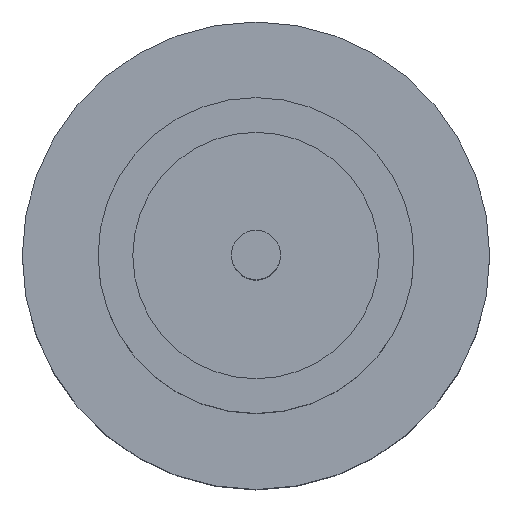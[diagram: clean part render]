
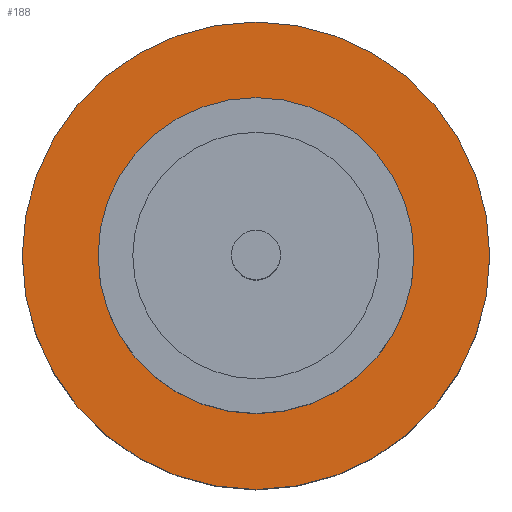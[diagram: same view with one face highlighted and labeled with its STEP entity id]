
A CAD part, top view. The second image highlights one B-rep face of the part: STEP entity #188.
In plain terms, the highlighted planar face has unit normal (0, 0, 1).
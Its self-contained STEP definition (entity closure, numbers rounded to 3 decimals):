
#2 = ORIENTED_EDGE ( 'NONE', *, *, #624, .F. ) ;
#9 = CARTESIAN_POINT ( 'NONE',  ( -1.25, 0., 1.55 ) ) ;
#16 = CARTESIAN_POINT ( 'NONE',  ( 1.85, 0., 1.55 ) ) ;
#22 = FACE_OUTER_BOUND ( 'NONE', #169, .T. ) ;
#40 = CARTESIAN_POINT ( 'NONE',  ( 0., 0., 1.55 ) ) ;
#41 = CARTESIAN_POINT ( 'NONE',  ( 0., 0., 1.55 ) ) ;
#77 = AXIS2_PLACEMENT_3D ( 'NONE', #825, #815, #446 ) ;
#90 = AXIS2_PLACEMENT_3D ( 'NONE', #730, #287, #601 ) ;
#98 = CIRCLE ( 'NONE', #90, 1.85 ) ;
#101 = VERTEX_POINT ( 'NONE', #640 ) ;
#133 = AXIS2_PLACEMENT_3D ( 'NONE', #514, #311, #827 ) ;
#166 = EDGE_CURVE ( 'NONE', #771, #348, #382, .T. ) ;
#169 = EDGE_LOOP ( 'NONE', ( #491, #239 ) ) ;
#188 = ADVANCED_FACE ( 'NONE', ( #678, #22 ), #698, .T. ) ;
#239 = ORIENTED_EDGE ( 'NONE', *, *, #309, .T. ) ;
#257 = DIRECTION ( 'NONE',  ( 1., 0., 0. ) ) ;
#264 = ORIENTED_EDGE ( 'NONE', *, *, #696, .F. ) ;
#270 = CIRCLE ( 'NONE', #302, 1.25 ) ;
#287 = DIRECTION ( 'NONE',  ( 0., 0., 1. ) ) ;
#302 = AXIS2_PLACEMENT_3D ( 'NONE', #40, #386, #257 ) ;
#309 = EDGE_CURVE ( 'NONE', #348, #771, #98, .T. ) ;
#311 = DIRECTION ( 'NONE',  ( 0., 0., 1. ) ) ;
#338 = VERTEX_POINT ( 'NONE', #9 ) ;
#348 = VERTEX_POINT ( 'NONE', #16 ) ;
#353 = EDGE_LOOP ( 'NONE', ( #264, #2 ) ) ;
#382 = CIRCLE ( 'NONE', #857, 1.85 ) ;
#386 = DIRECTION ( 'NONE',  ( 0., 0., 1. ) ) ;
#446 = DIRECTION ( 'NONE',  ( 1., 0., 0. ) ) ;
#491 = ORIENTED_EDGE ( 'NONE', *, *, #166, .T. ) ;
#514 = CARTESIAN_POINT ( 'NONE',  ( 0., 0., 1.55 ) ) ;
#601 = DIRECTION ( 'NONE',  ( 1., 0., 0. ) ) ;
#624 = EDGE_CURVE ( 'NONE', #338, #101, #270, .T. ) ;
#640 = CARTESIAN_POINT ( 'NONE',  ( 1.25, 0., 1.55 ) ) ;
#678 = FACE_BOUND ( 'NONE', #353, .T. ) ;
#695 = DIRECTION ( 'NONE',  ( 0., 0., 1. ) ) ;
#696 = EDGE_CURVE ( 'NONE', #101, #338, #778, .T. ) ;
#698 = PLANE ( 'NONE',  #77 ) ;
#721 = CARTESIAN_POINT ( 'NONE',  ( -1.85, 0., 1.55 ) ) ;
#730 = CARTESIAN_POINT ( 'NONE',  ( 0., 0., 1.55 ) ) ;
#761 = DIRECTION ( 'NONE',  ( 1., 0., 0. ) ) ;
#771 = VERTEX_POINT ( 'NONE', #721 ) ;
#778 = CIRCLE ( 'NONE', #133, 1.25 ) ;
#815 = DIRECTION ( 'NONE',  ( 0., 0., 1. ) ) ;
#825 = CARTESIAN_POINT ( 'NONE',  ( 0., 0., 1.55 ) ) ;
#827 = DIRECTION ( 'NONE',  ( 1., 0., 0. ) ) ;
#857 = AXIS2_PLACEMENT_3D ( 'NONE', #41, #695, #761 ) ;
